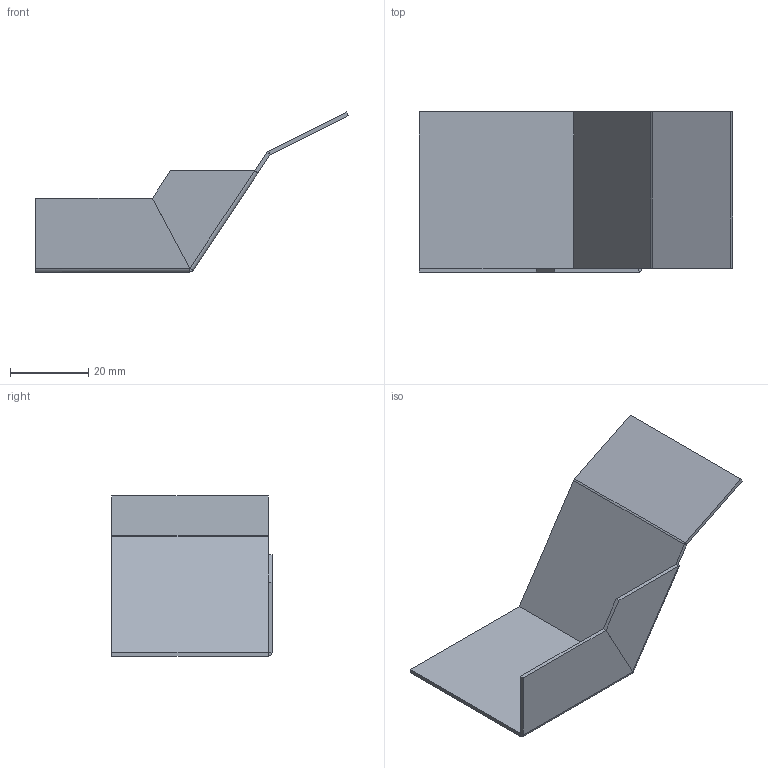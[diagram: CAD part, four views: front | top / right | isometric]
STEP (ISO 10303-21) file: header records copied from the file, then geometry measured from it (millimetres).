
FILE_DESCRIPTION( ( 'Unknown' ), '1' );
FILE_NAME( 'EckeKonturlappen.stp', 'Unknown', ( 'Unknown' ), ( 'Unknown' ), 'PSStep 16.0.42', 'Unknown', ' ' );
FILE_SCHEMA( ( 'AUTOMOTIVE_DESIGN { 1 0 10303 214 1 1 1 1 }' ) );
Length unit declared in the file: millimetre
Products named in the file (1): 1
Bounding box: 80 x 41 x 40.89 mm (x, y, z)
Volume: 4941 mm3; surface area: 10210.3 mm2
Topology: 1 solids, 1 shells, 40 faces, 82 edges, 44 vertices
Faces by surface type: plane 30, cylinder 8, bspline 2
Entity records: 1385 total; most frequent: CARTESIAN_POINT 230, DIRECTION 167, ORIENTED_EDGE 164, EDGE_CURVE 82, LINE 65, VECTOR 65, AXIS2_PLACEMENT_3D 51, VERTEX_POINT 44
